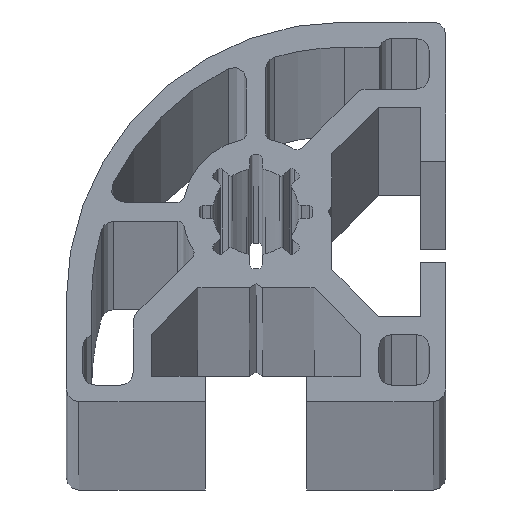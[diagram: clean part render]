
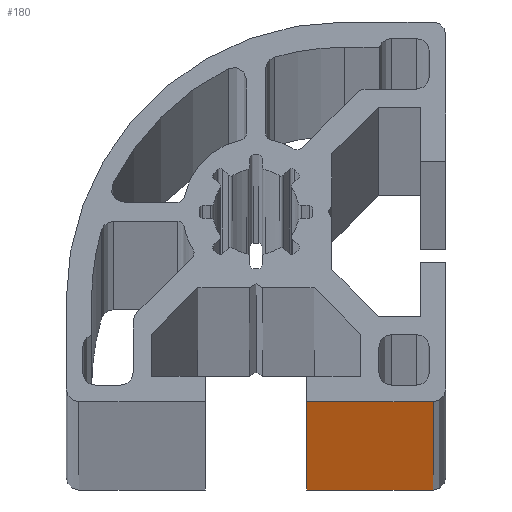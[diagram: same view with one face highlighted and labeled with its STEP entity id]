
A CAD part, top view. The second image highlights one B-rep face of the part: STEP entity #180.
In plain terms, the highlighted planar face has unit normal (0, -1, 0).
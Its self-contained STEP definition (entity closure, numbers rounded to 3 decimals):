
#180 = ADVANCED_FACE( '', ( #499 ), #500, .F. );
#499 = FACE_OUTER_BOUND( '', #954, .T. );
#500 = PLANE( '', #955 );
#954 = EDGE_LOOP( '', ( #1563, #1564, #1565, #1566 ) );
#955 = AXIS2_PLACEMENT_3D( '', #1567, #1568, #1569 );
#1563 = ORIENTED_EDGE( '', *, *, #2992, .T. );
#1564 = ORIENTED_EDGE( '', *, *, #2993, .F. );
#1565 = ORIENTED_EDGE( '', *, *, #2974, .F. );
#1566 = ORIENTED_EDGE( '', *, *, #2994, .T. );
#1567 = CARTESIAN_POINT( '', ( 4., -15., 4000. ) );
#1568 = DIRECTION( '', ( 0., 1., 0. ) );
#1569 = DIRECTION( '', ( 0., 0., 1. ) );
#2974 = EDGE_CURVE( '', #3687, #3689, #3690, .T. );
#2992 = EDGE_CURVE( '', #3722, #3723, #3724, .T. );
#2993 = EDGE_CURVE( '', #3689, #3723, #3725, .T. );
#2994 = EDGE_CURVE( '', #3687, #3722, #3726, .T. );
#3687 = VERTEX_POINT( '', #4618 );
#3689 = VERTEX_POINT( '', #4621 );
#3690 = LINE( '', #4622, #4623 );
#3722 = VERTEX_POINT( '', #4669 );
#3723 = VERTEX_POINT( '', #4670 );
#3724 = LINE( '', #4671, #4672 );
#3725 = LINE( '', #4673, #4674 );
#3726 = LINE( '', #4675, #4676 );
#4618 = CARTESIAN_POINT( '', ( 4., -15., 4000. ) );
#4621 = CARTESIAN_POINT( '', ( 14., -15., 4000. ) );
#4622 = CARTESIAN_POINT( '', ( 4., -15., 4000. ) );
#4623 = VECTOR( '', #5713, 1000. );
#4669 = CARTESIAN_POINT( '', ( 4., -15., 0. ) );
#4670 = CARTESIAN_POINT( '', ( 14., -15., 0. ) );
#4671 = CARTESIAN_POINT( '', ( 4., -15., 0. ) );
#4672 = VECTOR( '', #5734, 1000. );
#4673 = CARTESIAN_POINT( '', ( 14., -15., 4000. ) );
#4674 = VECTOR( '', #5735, 1000. );
#4675 = CARTESIAN_POINT( '', ( 4., -15., 4000. ) );
#4676 = VECTOR( '', #5736, 1000. );
#5713 = DIRECTION( '', ( 1., 0., 0. ) );
#5734 = DIRECTION( '', ( 1., 0., 0. ) );
#5735 = DIRECTION( '', ( 0., 0., -1. ) );
#5736 = DIRECTION( '', ( 0., 0., -1. ) );
